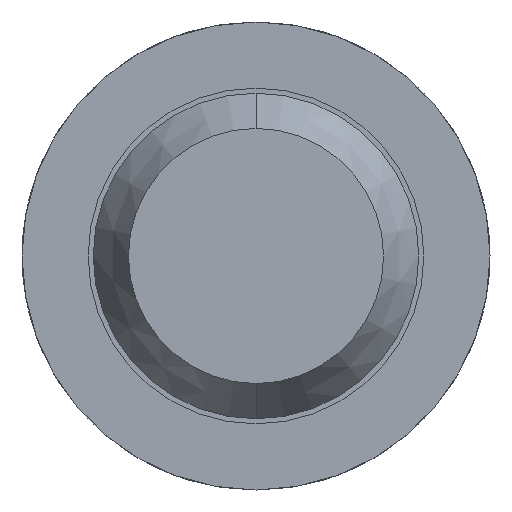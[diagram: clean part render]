
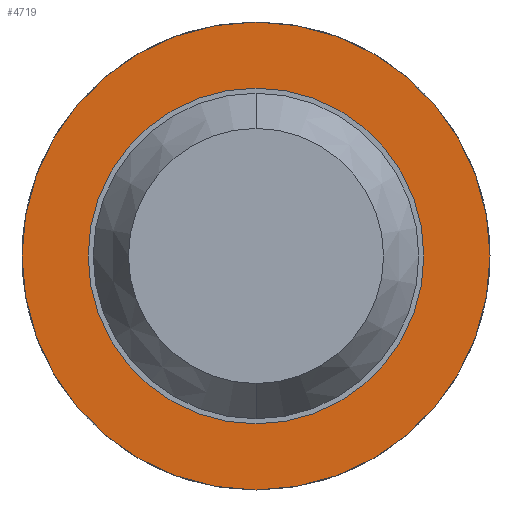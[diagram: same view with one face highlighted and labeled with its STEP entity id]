
A CAD part, front view. The second image highlights one B-rep face of the part: STEP entity #4719.
In plain terms, the highlighted planar face has unit normal (0, -1, 0).
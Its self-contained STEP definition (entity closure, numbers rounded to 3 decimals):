
#94 = CIRCLE ( 'NONE', #1499, 0.825 ) ;
#187 = ORIENTED_EDGE ( 'NONE', *, *, #1193, .T. ) ;
#193 = EDGE_CURVE ( 'Defeature ausgef�hrt3_10+Defeature ausgef�hrt3_14+Defeature ausgef�hrt3_14+Defeature ausgef�hrt3_14', #627, #3892, #2078, .T. ) ;
#269 = CARTESIAN_POINT ( 'NONE',  ( 0., -1.7, -1.15 ) ) ;
#379 = CARTESIAN_POINT ( 'NONE',  ( 0., -1.7, 1.15 ) ) ;
#627 = VERTEX_POINT ( 'NONE', #269 ) ;
#647 = DIRECTION ( 'NONE',  ( 0., 0., 1. ) ) ;
#759 = EDGE_LOOP ( 'NONE', ( #2775, #974 ) ) ;
#907 = CARTESIAN_POINT ( 'NONE',  ( 0., -1.7, 0. ) ) ;
#968 = AXIS2_PLACEMENT_3D ( 'NONE', #1487, #1082, #2595 ) ;
#974 = ORIENTED_EDGE ( 'NONE', *, *, #193, .F. ) ;
#1000 = CARTESIAN_POINT ( 'NONE',  ( 0., -1.7, 0. ) ) ;
#1066 = CIRCLE ( 'NONE', #3525, 1.15 ) ;
#1082 = DIRECTION ( 'NONE',  ( 0., 1., 0. ) ) ;
#1150 = DIRECTION ( 'NONE',  ( 0., 0., 1. ) ) ;
#1164 = CARTESIAN_POINT ( 'NONE',  ( 0., -1.7, 0. ) ) ;
#1193 = EDGE_CURVE ( 'Defeature ausgef�hrt3_14+Defeature ausgef�hrt3_13+Defeature ausgef�hrt3_13+Defeature ausgef�hrt3_13', #2348, #2341, #1528, .T. ) ;
#1455 = EDGE_CURVE ( 'Defeature ausgef�hrt3_10+Defeature ausgef�hrt3_14+Defeature ausgef�hrt3_14+Defeature ausgef�hrt3_14', #3892, #627, #1066, .T. ) ;
#1487 = CARTESIAN_POINT ( 'NONE',  ( 0.825, -1.7, 0. ) ) ;
#1494 = CARTESIAN_POINT ( 'NONE',  ( 0., -1.7, -0.825 ) ) ;
#1499 = AXIS2_PLACEMENT_3D ( 'NONE', #1000, #2131, #647 ) ;
#1528 = CIRCLE ( 'NONE', #2066, 0.825 ) ;
#2066 = AXIS2_PLACEMENT_3D ( 'NONE', #907, #4243, #4225 ) ;
#2078 = CIRCLE ( 'NONE', #2656, 1.15 ) ;
#2131 = DIRECTION ( 'NONE',  ( 0., 1., 0. ) ) ;
#2200 = EDGE_LOOP ( 'NONE', ( #187, #3900 ) ) ;
#2236 = PLANE ( 'NONE',  #968 ) ;
#2341 = VERTEX_POINT ( 'NONE', #1494 ) ;
#2348 = VERTEX_POINT ( 'NONE', #4377 ) ;
#2478 = FACE_OUTER_BOUND ( 'NONE', #759, .T. ) ;
#2595 = DIRECTION ( 'NONE',  ( 0., 0., 1. ) ) ;
#2656 = AXIS2_PLACEMENT_3D ( 'NONE', #3986, #3202, #4363 ) ;
#2775 = ORIENTED_EDGE ( 'NONE', *, *, #1455, .F. ) ;
#3202 = DIRECTION ( 'NONE',  ( 0., 1., 0. ) ) ;
#3393 = EDGE_CURVE ( 'Defeature ausgef�hrt3_14+Defeature ausgef�hrt3_13+Defeature ausgef�hrt3_13+Defeature ausgef�hrt3_13', #2341, #2348, #94, .T. ) ;
#3525 = AXIS2_PLACEMENT_3D ( 'NONE', #1164, #4438, #1150 ) ;
#3573 = FACE_BOUND ( 'NONE', #2200, .T. ) ;
#3892 = VERTEX_POINT ( 'NONE', #379 ) ;
#3900 = ORIENTED_EDGE ( 'NONE', *, *, #3393, .T. ) ;
#3986 = CARTESIAN_POINT ( 'NONE',  ( 0., -1.7, 0. ) ) ;
#4225 = DIRECTION ( 'NONE',  ( 0., 0., 1. ) ) ;
#4243 = DIRECTION ( 'NONE',  ( 0., 1., 0. ) ) ;
#4363 = DIRECTION ( 'NONE',  ( 0., 0., 1. ) ) ;
#4377 = CARTESIAN_POINT ( 'NONE',  ( 0., -1.7, 0.825 ) ) ;
#4438 = DIRECTION ( 'NONE',  ( 0., 1., 0. ) ) ;
#4719 = ADVANCED_FACE ( 'Defeature ausgef�hrt3_14', ( #2478, #3573 ), #2236, .F. ) ;
